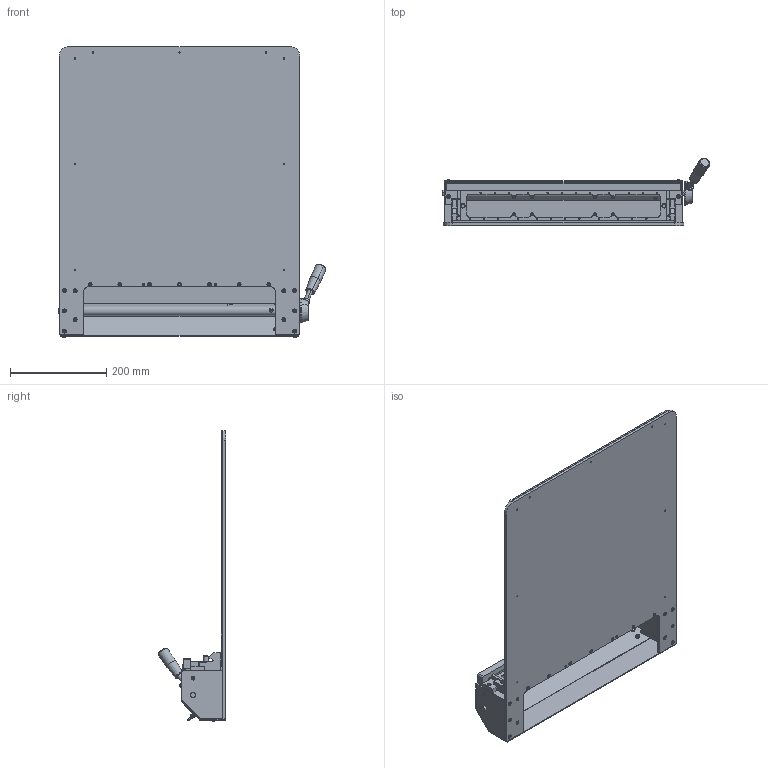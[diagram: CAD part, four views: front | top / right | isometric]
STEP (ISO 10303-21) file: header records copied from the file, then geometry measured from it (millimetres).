
FILE_DESCRIPTION (( 'STEP AP214' ), '1' );
FILE_NAME ('32162~2.STEP', '2018-08-30T04:32:21', ( '' ), ( '' ), 'SwSTEP 2.0', 'SolidWorks 2018', '' );
FILE_SCHEMA (( 'AUTOMOTIVE_DESIGN' ));
Length unit declared in the file: millimetre
Products named in the file (135): 32164~4; DIN912~n; ISO7380~n_M04,0x008; ISO7380~n; 32168~1_KUNDE<Default>; DIN965~n; DIN965~n_M03,0x008; 101120~1; 101120~1_S; 32263~3; 32275~1; DIN934~n; 15149~0; 32165~1; 32167~3; 32263~3_KUNDE<S>; 100936~1; DIN912~n_M04,0x020; 32165~1_S; 32264~3; DIN912~n_M04,0x010; 15149~0_S; 32274~1_S; 8302~4_KUNDE<Standard>; 100436~1; 32168~1; 32262~2; 32262~2_KUNDE<S>; 32273~1_S; 32274~1; 32169~4; 100936~1_S; 32166~2_KUNDE<S>; DIN6325~n; 3538~0; 100436~1_S; 32269~6; 2351~0; 32167~3_KUNDE<S>; DIN125~n_04,3 M04,0 ...
Assembly tree (101 placements, depth 2):
  32164~4
  DIN912~n
  ISO7380~n
  DIN912~n
  DIN965~n
Bounding box: 556.51 x 140.34 x 605.24 mm (x, y, z)
Volume: 3086803.2 mm3; surface area: 1130972.4 mm2
Topology: 101 solids, 101 shells, 2999 faces, 7500 edges, 4841 vertices
Faces by surface type: cylinder 1739, plane 853, cone 373, torus 26, sphere 8
Entity records: 41473 total; most frequent: CARTESIAN_POINT 6933, DIRECTION 6824, ORIENTED_EDGE 5930, EDGE_CURVE 2965, AXIS2_PLACEMENT_3D 2651, VERTEX_POINT 1930, EDGE_LOOP 1531, LINE 1522
